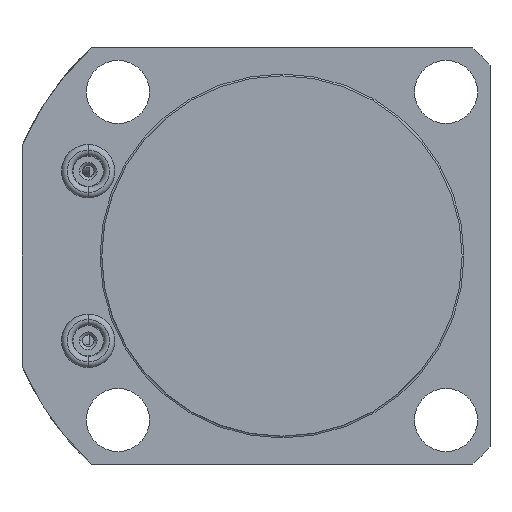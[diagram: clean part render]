
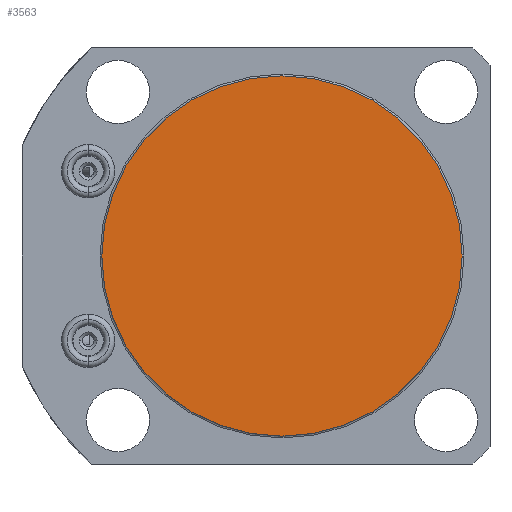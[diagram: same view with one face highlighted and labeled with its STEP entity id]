
A CAD part, front view. The second image highlights one B-rep face of the part: STEP entity #3563.
In plain terms, the highlighted planar face has unit normal (0, -1, 0).
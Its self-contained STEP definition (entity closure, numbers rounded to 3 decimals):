
#1488=CARTESIAN_POINT('',(0.,0.,0.));
#1489=DIRECTION('',(0.,-1.,0.));
#1490=DIRECTION('',(0.,0.,1.));
#1491=AXIS2_PLACEMENT_3D('',#1488,#1489,#1490);
#1493=CARTESIAN_POINT('',(0.,0.,0.));
#1494=DIRECTION('',(0.,-1.,0.));
#1495=DIRECTION('',(0.,0.,-1.));
#1496=AXIS2_PLACEMENT_3D('',#1493,#1494,#1495);
#1520=CARTESIAN_POINT('',(0.,0.,38.494));
#1521=CARTESIAN_POINT('',(0.,0.,-38.494));
#1522=VERTEX_POINT('',#1520);
#1523=VERTEX_POINT('',#1521);
#3554=CARTESIAN_POINT('',(0.,0.,0.));
#3555=DIRECTION('',(0.,1.,0.));
#3556=DIRECTION('',(0.,0.,1.));
#3557=AXIS2_PLACEMENT_3D('',#3554,#3555,#3556);
#3558=PLANE('',#3557);
#3559=ORIENTED_EDGE('',*,*,#3534,.F.);
#3560=ORIENTED_EDGE('',*,*,#3548,.F.);
#3561=EDGE_LOOP('',(#3559,#3560));
#3562=FACE_OUTER_BOUND('',#3561,.F.);
#1492=CIRCLE('',#1491,38.494);
#1497=CIRCLE('',#1496,38.494);
#3534=EDGE_CURVE('',#1522,#1523,#1492,.T.);
#3548=EDGE_CURVE('',#1523,#1522,#1497,.T.);
#3563=ADVANCED_FACE('',(#3562),#3558,.F.);
